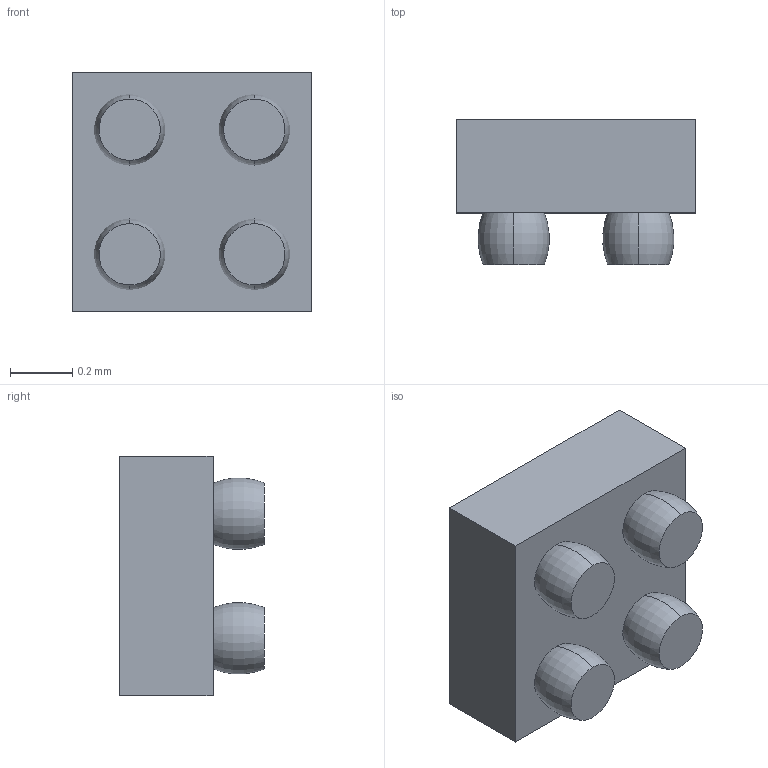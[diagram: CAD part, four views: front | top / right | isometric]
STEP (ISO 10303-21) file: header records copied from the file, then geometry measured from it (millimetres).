
FILE_DESCRIPTION (( 'STEP AP214' ), '1' );
FILE_NAME ('DSBGA-4_0.77x0.77mm_P0.4.step', '2018-11-03T15:16:22+00:00', 'Stefan Hamminga', '', '', '', '');
FILE_SCHEMA (( 'AUTOMOTIVE_DESIGN' ));
Length unit declared in the file: millimetre
Products named in the file (1): DSBGA-4_0.77x0.77mm_P0.4
Bounding box: 0.77 x 0.47 x 0.77 mm (x, y, z)
Volume: 0.2 mm3; surface area: 2.6 mm2
Topology: 1 solids, 1 shells, 19 faces, 38 edges, 26 vertices
Faces by surface type: plane 11, torus 8
Entity records: 625 total; most frequent: DIRECTION 104, CARTESIAN_POINT 84, ORIENTED_EDGE 76, AXIS2_PLACEMENT_3D 46, EDGE_CURVE 38, CIRCLE 26, VERTEX_POINT 26, EDGE_LOOP 24
